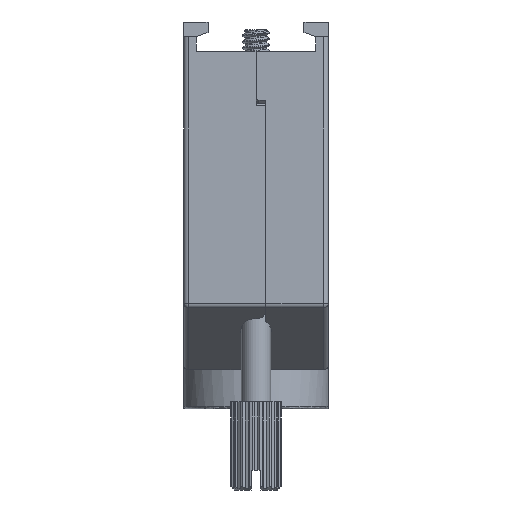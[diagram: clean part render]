
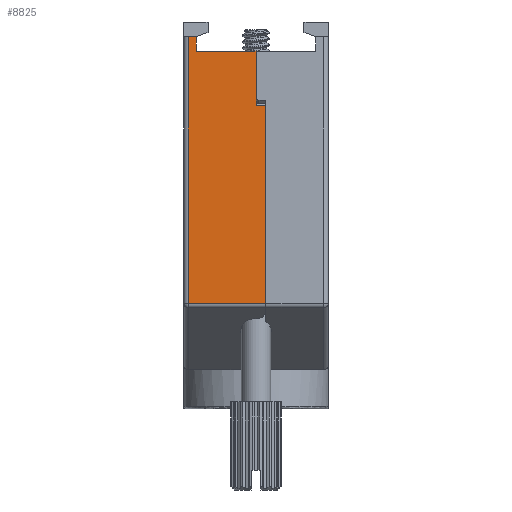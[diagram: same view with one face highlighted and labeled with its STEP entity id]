
A CAD part, left-side view. The second image highlights one B-rep face of the part: STEP entity #8825.
In plain terms, the highlighted face is planar.
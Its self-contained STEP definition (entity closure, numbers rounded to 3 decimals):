
#12 = DIRECTION ( 'NONE',  ( 0., 0., 1. ) ) ;
#299 = ORIENTED_EDGE ( 'NONE', *, *, #1615, .F. ) ;
#344 = EDGE_CURVE ( 'NONE', #13097, #1879, #10568, .T. ) ;
#373 = FACE_OUTER_BOUND ( 'NONE', #9319, .T. ) ;
#764 = CARTESIAN_POINT ( 'NONE',  ( 15.5, 8.4, -28.762 ) ) ;
#1024 = CARTESIAN_POINT ( 'NONE',  ( 15.5, 0.5, -28.762 ) ) ;
#1147 = CARTESIAN_POINT ( 'NONE',  ( 15.5, 7.4, -1.5 ) ) ;
#1410 = ORIENTED_EDGE ( 'NONE', *, *, #6902, .F. ) ;
#1615 = EDGE_CURVE ( 'NONE', #1879, #11800, #17360, .T. ) ;
#1618 = VERTEX_POINT ( 'NONE', #4031 ) ;
#1620 = CARTESIAN_POINT ( 'NONE',  ( 15.5, 0.5, -35.5 ) ) ;
#1684 = PLANE ( 'NONE',  #3850 ) ;
#1879 = VERTEX_POINT ( 'NONE', #10396 ) ;
#2647 = LINE ( 'NONE', #1147, #6895 ) ;
#3513 = VECTOR ( 'NONE', #4135, 1000. ) ;
#3850 = AXIS2_PLACEMENT_3D ( 'NONE', #7749, #9426, #13794 ) ;
#4031 = CARTESIAN_POINT ( 'NONE',  ( 15.5, 1.3, -1.5 ) ) ;
#4135 = DIRECTION ( 'NONE',  ( 0., -1., 0. ) ) ;
#4248 = ORIENTED_EDGE ( 'NONE', *, *, #17057, .F. ) ;
#4502 = DIRECTION ( 'NONE',  ( 0., 1., 0. ) ) ;
#4585 = CARTESIAN_POINT ( 'NONE',  ( 15.5, 1.3, -1.5 ) ) ;
#5143 = DIRECTION ( 'NONE',  ( 0., 1., 0. ) ) ;
#5439 = LINE ( 'NONE', #13185, #3513 ) ;
#6037 = CARTESIAN_POINT ( 'NONE',  ( 15.5, 7.4, -8.483 ) ) ;
#6748 = VERTEX_POINT ( 'NONE', #15545 ) ;
#6895 = VECTOR ( 'NONE', #13762, 1000. ) ;
#6902 = EDGE_CURVE ( 'NONE', #14827, #19457, #12044, .T. ) ;
#7149 = EDGE_CURVE ( 'NONE', #19138, #11800, #5439, .T. ) ;
#7749 = CARTESIAN_POINT ( 'NONE',  ( 15.5, 7.4, -35.5 ) ) ;
#8150 = CARTESIAN_POINT ( 'NONE',  ( 15.5, 8.4, -3. ) ) ;
#8618 = CARTESIAN_POINT ( 'NONE',  ( 15.5, 7.4, -3. ) ) ;
#8825 = ADVANCED_FACE ( 'NONE', ( #373 ), #1684, .T. ) ;
#9319 = EDGE_LOOP ( 'NONE', ( #1410, #15826, #4248, #13818, #299, #14225, #14872, #14216 ) ) ;
#9345 = DIRECTION ( 'NONE',  ( 0., 0., -1. ) ) ;
#9426 = DIRECTION ( 'NONE',  ( 1., 0., 0. ) ) ;
#9539 = LINE ( 'NONE', #8150, #15464 ) ;
#10270 = VECTOR ( 'NONE', #5143, 1000. ) ;
#10396 = CARTESIAN_POINT ( 'NONE',  ( 15.5, 7.4, -3. ) ) ;
#10568 = LINE ( 'NONE', #16928, #17951 ) ;
#10774 = CARTESIAN_POINT ( 'NONE',  ( 15.5, 0.5, -1.5 ) ) ;
#10845 = DIRECTION ( 'NONE',  ( 0., 0., -1. ) ) ;
#11800 = VERTEX_POINT ( 'NONE', #6037 ) ;
#12044 = LINE ( 'NONE', #1620, #14283 ) ;
#13097 = VERTEX_POINT ( 'NONE', #17486 ) ;
#13185 = CARTESIAN_POINT ( 'NONE',  ( 15.5, 7.4, -8.483 ) ) ;
#13559 = EDGE_CURVE ( 'NONE', #14827, #6748, #14371, .T. ) ;
#13762 = DIRECTION ( 'NONE',  ( 0., -1., 0. ) ) ;
#13794 = DIRECTION ( 'NONE',  ( 0., 0., -1. ) ) ;
#13818 = ORIENTED_EDGE ( 'NONE', *, *, #7149, .T. ) ;
#14216 = ORIENTED_EDGE ( 'NONE', *, *, #16436, .T. ) ;
#14225 = ORIENTED_EDGE ( 'NONE', *, *, #344, .F. ) ;
#14283 = VECTOR ( 'NONE', #12, 1000. ) ;
#14369 = DIRECTION ( 'NONE',  ( 0., 0., -1. ) ) ;
#14371 = LINE ( 'NONE', #764, #10270 ) ;
#14827 = VERTEX_POINT ( 'NONE', #1024 ) ;
#14832 = EDGE_CURVE ( 'NONE', #1618, #13097, #17005, .T. ) ;
#14872 = ORIENTED_EDGE ( 'NONE', *, *, #14832, .F. ) ;
#15464 = VECTOR ( 'NONE', #9345, 1000. ) ;
#15545 = CARTESIAN_POINT ( 'NONE',  ( 15.5, 8.4, -28.762 ) ) ;
#15826 = ORIENTED_EDGE ( 'NONE', *, *, #13559, .T. ) ;
#16064 = VECTOR ( 'NONE', #10845, 1000. ) ;
#16436 = EDGE_CURVE ( 'NONE', #1618, #19457, #2647, .T. ) ;
#16638 = CARTESIAN_POINT ( 'NONE',  ( 15.5, 8.4, -8.483 ) ) ;
#16928 = CARTESIAN_POINT ( 'NONE',  ( 15.5, -29.736, -3. ) ) ;
#17005 = LINE ( 'NONE', #4585, #16064 ) ;
#17057 = EDGE_CURVE ( 'NONE', #19138, #6748, #9539, .T. ) ;
#17360 = LINE ( 'NONE', #8618, #19190 ) ;
#17486 = CARTESIAN_POINT ( 'NONE',  ( 15.5, 1.3, -3. ) ) ;
#17951 = VECTOR ( 'NONE', #4502, 1000. ) ;
#19138 = VERTEX_POINT ( 'NONE', #16638 ) ;
#19190 = VECTOR ( 'NONE', #14369, 1000. ) ;
#19457 = VERTEX_POINT ( 'NONE', #10774 ) ;
